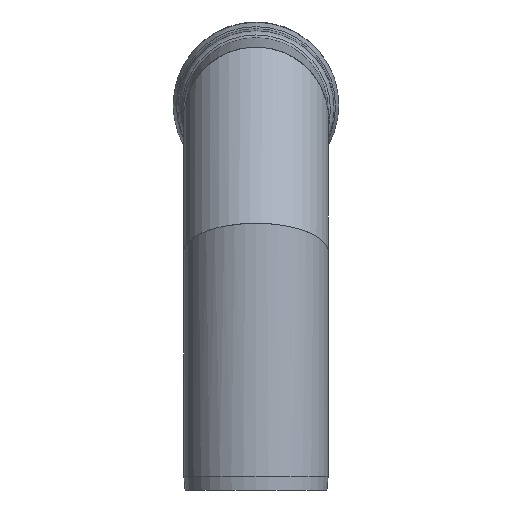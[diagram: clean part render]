
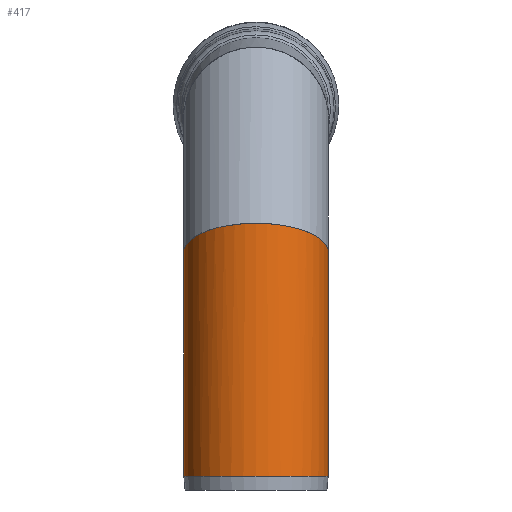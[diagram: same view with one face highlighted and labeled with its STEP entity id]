
A CAD part, left-side view. The second image highlights one B-rep face of the part: STEP entity #417.
In plain terms, the highlighted cylindrical face has radius 365 mm (diameter 730 mm), a full revolution.
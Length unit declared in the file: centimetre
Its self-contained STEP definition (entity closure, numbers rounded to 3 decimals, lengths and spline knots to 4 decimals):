
#45=FACE_OUTER_BOUND('',#75,.T.);
#75=EDGE_LOOP('',(#271,#272,#273,#274));
#109=ELLIPSE('',#500,39.2976,36.5);
#117=CIRCLE('',#499,36.5);
#161=VERTEX_POINT('',#758);
#162=VERTEX_POINT('',#760);
#203=EDGE_CURVE('',#161,#161,#117,.T.);
#204=EDGE_CURVE('',#161,#162,#460,.T.);
#205=EDGE_CURVE('',#162,#162,#109,.T.);
#271=ORIENTED_EDGE('',*,*,#203,.F.);
#272=ORIENTED_EDGE('',*,*,#204,.T.);
#273=ORIENTED_EDGE('',*,*,#205,.F.);
#274=ORIENTED_EDGE('',*,*,#204,.F.);
#407=CYLINDRICAL_SURFACE('',#498,36.5);
#417=ADVANCED_FACE('',(#45),#407,.T.);
#460=LINE('',#761,#479);
#479=VECTOR('',#583,36.5);
#498=AXIS2_PLACEMENT_3D('',#757,#579,#580);
#499=AXIS2_PLACEMENT_3D('',#759,#581,#582);
#500=AXIS2_PLACEMENT_3D('',#762,#584,#585);
#579=DIRECTION('center_axis',(0.,0.,-1.));
#580=DIRECTION('ref_axis',(1.,0.,0.));
#581=DIRECTION('center_axis',(0.,0.,-1.));
#582=DIRECTION('ref_axis',(1.,0.,0.));
#583=DIRECTION('',(0.,0.,1.));
#584=DIRECTION('center_axis',(0.371,0.,0.929));
#585=DIRECTION('ref_axis',(0.929,0.,-0.371));
#757=CARTESIAN_POINT('Origin',(0.,0.,
8.5));
#758=CARTESIAN_POINT('',(-36.5,0.,7.));
#759=CARTESIAN_POINT('Origin',(0.,0.,
7.));
#760=CARTESIAN_POINT('',(-36.5,0.,134.9364));
#761=CARTESIAN_POINT('',(-36.5,0.,8.5));
#762=CARTESIAN_POINT('Origin',(0.,0.,
120.3744));
